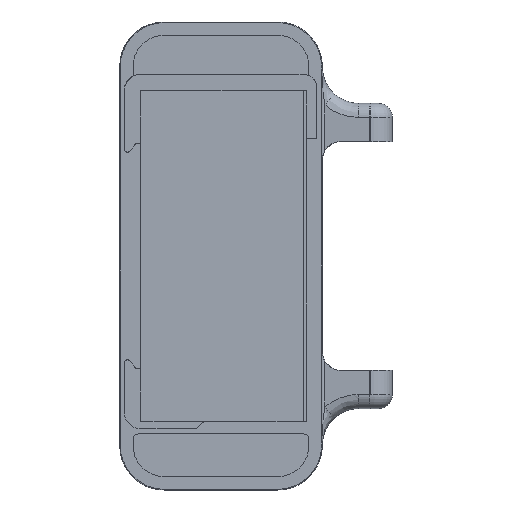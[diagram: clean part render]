
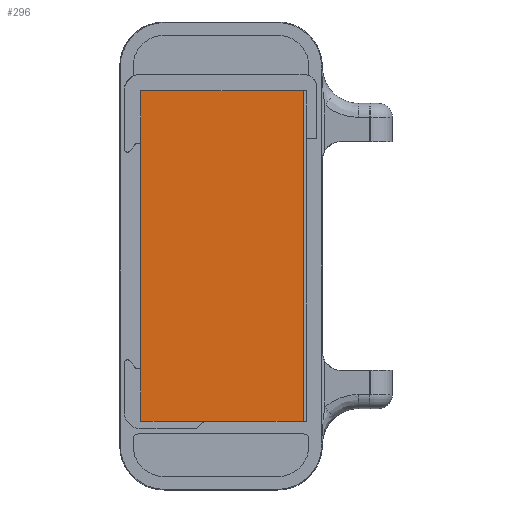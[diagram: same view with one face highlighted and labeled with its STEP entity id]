
A CAD part, top view. The second image highlights one B-rep face of the part: STEP entity #296.
In plain terms, the highlighted planar face has unit normal (0, 0, 1).
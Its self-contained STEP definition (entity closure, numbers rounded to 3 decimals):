
#81=CARTESIAN_POINT('',(70.984,13.,-2.257));
#82=VERTEX_POINT('',#81);
#89=CARTESIAN_POINT('',(70.984,-13.,-2.257));
#90=VERTEX_POINT('',#89);
#91=CARTESIAN_POINT('',(70.984,-13.,-2.257));
#92=DIRECTION('',(0.,1.,0.));
#93=VECTOR('',#92,26.);
#94=LINE('',#91,#93);
#95=EDGE_CURVE('',#90,#82,#94,.T.);
#112=CARTESIAN_POINT('',(58.184,13.,-2.257));
#113=VERTEX_POINT('',#112);
#190=CARTESIAN_POINT('',(58.184,-13.,-2.257));
#191=VERTEX_POINT('',#190);
#198=CARTESIAN_POINT('',(58.184,-13.,-2.257));
#199=DIRECTION('',(0.,1.,0.));
#200=VECTOR('',#199,26.);
#201=LINE('',#198,#200);
#202=EDGE_CURVE('',#191,#113,#201,.T.);
#213=CARTESIAN_POINT('',(70.984,-13.,-2.257));
#214=DIRECTION('',(-1.,0.,-0.));
#215=VECTOR('',#214,12.8);
#216=LINE('',#213,#215);
#217=EDGE_CURVE('',#90,#191,#216,.T.);
#260=CARTESIAN_POINT('',(70.984,13.,-2.257));
#261=DIRECTION('',(-1.,0.,-0.));
#262=VECTOR('',#261,12.8);
#263=LINE('',#260,#262);
#264=EDGE_CURVE('',#82,#113,#263,.T.);
#285=CARTESIAN_POINT('',(67.984,-12.5,-2.257));
#286=DIRECTION('',(-0.,0.,1.));
#287=DIRECTION('',(-1.,0.,-0.));
#288=AXIS2_PLACEMENT_3D('',#285,#286,#287);
#289=PLANE('',#288);
#290=ORIENTED_EDGE('',*,*,#95,.T.);
#291=ORIENTED_EDGE('',*,*,#264,.T.);
#292=ORIENTED_EDGE('',*,*,#202,.F.);
#293=ORIENTED_EDGE('',*,*,#217,.F.);
#294=EDGE_LOOP('',(#290,#291,#292,#293));
#295=FACE_BOUND('',#294,.T.);
#296=ADVANCED_FACE('',(#295),#289,.T.);
